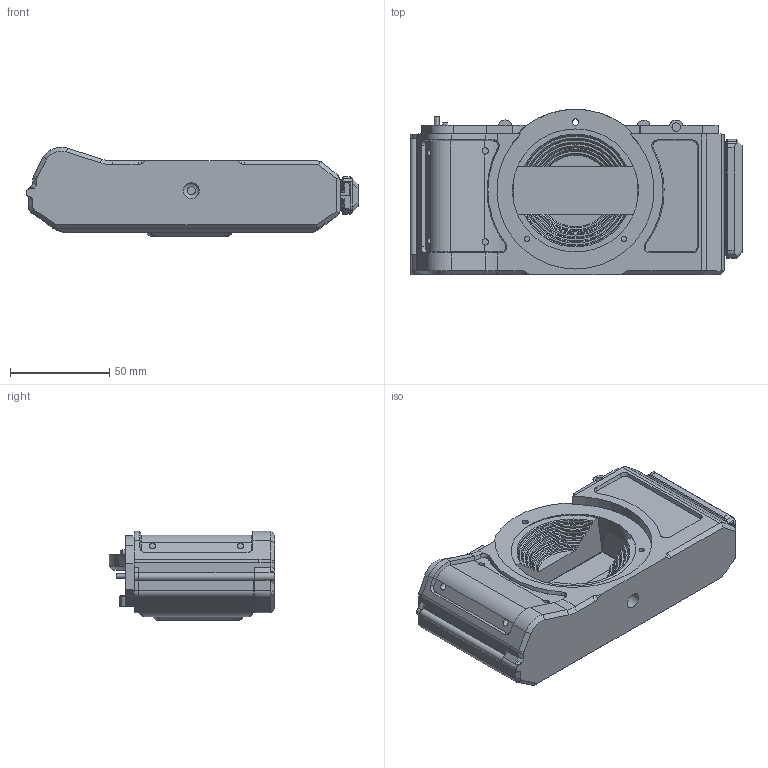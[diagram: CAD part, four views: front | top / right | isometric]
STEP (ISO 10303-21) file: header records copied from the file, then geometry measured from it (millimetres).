
FILE_DESCRIPTION(/* description */ ('','CAx-IF Rec.Pracs.---Representation and Presentation of Product Manufacturing Information (PMI)---4.0---2014-10-13'),/* implementation_level */ '2;1');
FILE_NAME(/* name */ 'Body v12.step',/* time_stamp */ '2025-03-27T20:55:09-04:00',/* author */ (''),/* organization */ (''),/* preprocessor_version */ 'ST-DEVELOPER v20',/* originating_system */ 'Autodesk Translation Framework v13.20.0.188',/* authorisation */ '');
FILE_SCHEMA (('AP242_MANAGED_MODEL_BASED_3D_ENGINEERING_MIM_LF { 1 0 10303 442 1 1 4 }'));
Length unit declared in the file: millimetre
Products named in the file (3): Body; back; lock
Assembly tree (2 placements, depth 2):
  Body
    back
    lock
Bounding box: 167.55 x 83.5 x 45.17 mm (x, y, z)
Volume: 257530.5 mm3; surface area: 90031.2 mm2
Topology: 3 solids, 3 shells, 966 faces, 2657 edges, 1742 vertices
Faces by surface type: plane 492, bspline 254, cylinder 167, cone 45, torus 8
Full cylindrical faces by diameter (mm): 1.968 x1, 2 x3, 2.6 x3, 2.7 x2, 3.1 x4, 3.2 x5, 4 x1, 4.3 x3, 5 x3, 5.1 x3, 6.248 x1, 8 x1, 8.3 x1, 10.999 x2, 12.5 x1
Entity records: 33018 total; most frequent: CARTESIAN_POINT 9467, ORIENTED_EDGE 5306, DIRECTION 4226, EDGE_CURVE 2653, VERTEX_POINT 1742, LINE 1588, VECTOR 1588, AXIS2_PLACEMENT_3D 1319
